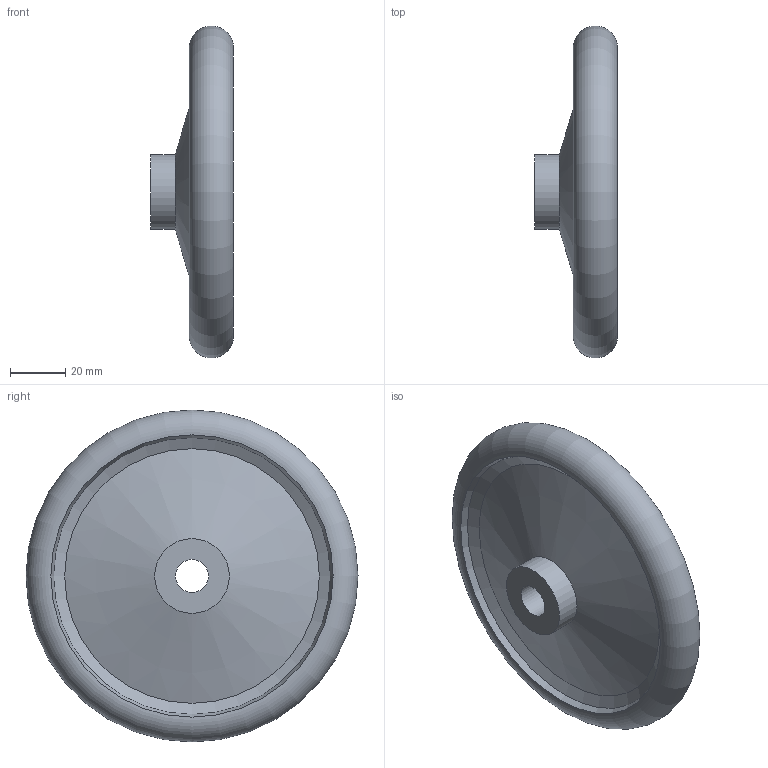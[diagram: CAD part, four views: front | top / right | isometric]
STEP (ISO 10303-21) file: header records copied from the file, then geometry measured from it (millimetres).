
FILE_DESCRIPTION( ( 'STEP AP214' ), '1' );
FILE_NAME( 'K0163.0120X12.stp', '2020-11-26T10:29:11', ( '' ), ( '' ), ' ', 'PARTsolutions', ' ' );
FILE_SCHEMA( ( 'AUTOMOTIVE_DESIGN { 1 0 10303 214 1 1 1 1 }' ) );
Length unit declared in the file: millimetre
Products named in the file (1): _K0163.0120X12
Bounding box: 29.98 x 119.98 x 119.98 mm (x, y, z)
Volume: 93203.7 mm3; surface area: 29981.3 mm2
Topology: 1 solids, 1 shells, 12 faces, 23 edges, 13 vertices
Faces by surface type: cone 5, cylinder 3, plane 2, torus 2
Full cylindrical faces by diameter (mm): 12 x1, 27 x2
Entity records: 364 total; most frequent: DIRECTION 50, CARTESIAN_POINT 38, AXIS2_PLACEMENT_3D 25, EDGE_LOOP 24, ORIENTED_EDGE 24, FACE_OUTER_BOUND 17, VERTEX_POINT 13, STYLED_ITEM 12
